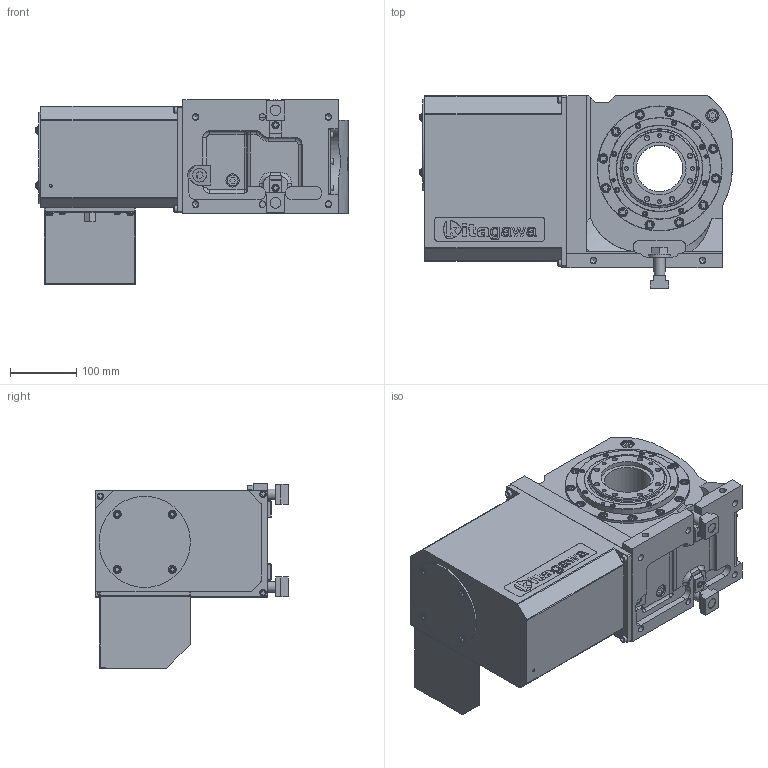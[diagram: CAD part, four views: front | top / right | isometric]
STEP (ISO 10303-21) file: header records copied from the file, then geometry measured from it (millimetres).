
FILE_DESCRIPTION(/* description */ ('Unknown'),/* implementation_level */ '2;1');
FILE_NAME(/* name */ 'RK200LAE03-Solid',/* time_stamp */ '2019-08-23T10:44:53+01:00',/* author */ ('Unknown'),/* organization */ ('Unknown'),/* preprocessor_version */ 'ST-DEVELOPER v16.7',/* originating_system */ 'DEX',/* authorisation */ $);
FILE_SCHEMA (('AUTOMOTIVE_DESIGN {1 0 10303 214 3 1 1}'));
Products named in the file (1): OUTSIDE VIEW(61E2822440)RK200LAE03
Bounding box: 472.7 x 291 x 279 mm (x, y, z)
Volume: 16732711.7 mm3; surface area: 959930.2 mm2
Topology: 17 solids, 17 shells, 2426 faces, 6321 edges, 4169 vertices
Faces by surface type: plane 1982, cylinder 301, cone 116, torus 23, bspline 2, sphere 2
Full cylindrical faces by diameter (mm): 4.2 x3, 5 x12, 6 x12, 6.15 x1, 6.6 x2, 7 x16, 7.9 x1, 8 x16, 8.5 x11, 9 x12, 10 x34, 10.2 x4, 10.7 x3, 11 x17, 12 x8, 13 x12, 13.157 x1, 14 x14, 14.3 x1, 16 x4, 16.6 x1, 16.662 x1, 17.5 x1, 18 x1, 20 x4, 20.955 x1, 21 x1, 26 x1, 31 x1, 32 x2
Entity records: 86919 total; most frequent: CARTESIAN_POINT 12889, ORIENTED_EDGE 11786, DIRECTION 11442, EDGE_CURVE 5893, LINE 5114, VECTOR 5114, VERTEX_POINT 4115, AXIS2_PLACEMENT_3D 3164
